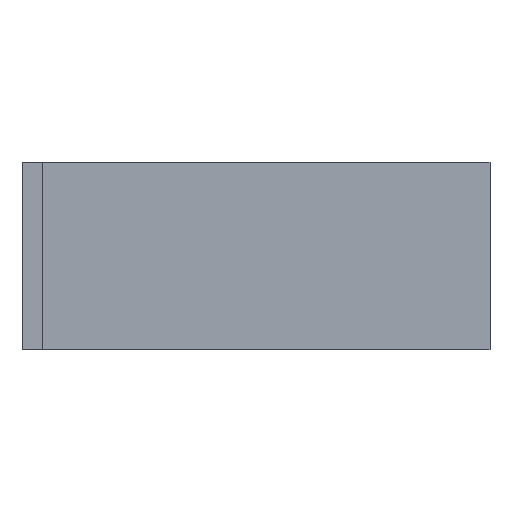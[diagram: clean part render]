
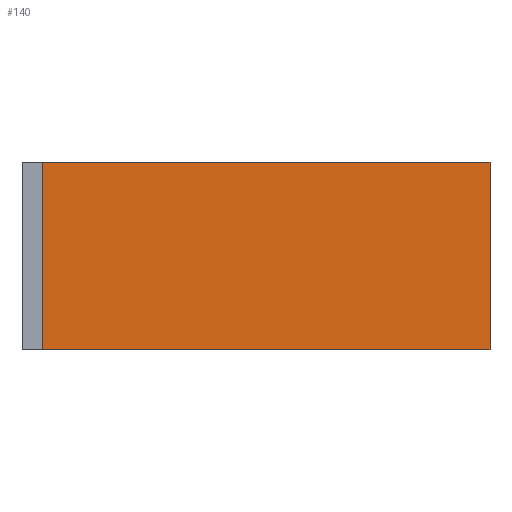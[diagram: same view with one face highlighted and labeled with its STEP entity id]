
A CAD part, front view. The second image highlights one B-rep face of the part: STEP entity #140.
In plain terms, the highlighted planar face has unit normal (0, -1, 0).
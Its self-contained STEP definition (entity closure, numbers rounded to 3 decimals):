
#13 = CARTESIAN_POINT ( 'NONE',  ( 2., 10., 18. ) ) ;
#25 = VECTOR ( 'NONE', #436, 1000. ) ;
#29 = AXIS2_PLACEMENT_3D ( 'NONE', #143, #288, #376 ) ;
#33 = ORIENTED_EDGE ( 'NONE', *, *, #535, .T. ) ;
#62 = EDGE_LOOP ( 'NONE', ( #33, #182, #169, #428 ) ) ;
#78 = EDGE_CURVE ( 'NONE', #358, #388, #402, .T. ) ;
#131 = LINE ( 'NONE', #152, #25 ) ;
#140 = ADVANCED_FACE ( 'NONE', ( #297 ), #375, .F. ) ;
#143 = CARTESIAN_POINT ( 'NONE',  ( 45., 10., 18. ) ) ;
#146 = LINE ( 'NONE', #532, #499 ) ;
#152 = CARTESIAN_POINT ( 'NONE',  ( 2., 10., 18. ) ) ;
#169 = ORIENTED_EDGE ( 'NONE', *, *, #78, .F. ) ;
#182 = ORIENTED_EDGE ( 'NONE', *, *, #195, .F. ) ;
#195 = EDGE_CURVE ( 'NONE', #388, #222, #276, .T. ) ;
#211 = DIRECTION ( 'NONE',  ( 1., 0., 0. ) ) ;
#222 = VERTEX_POINT ( 'NONE', #555 ) ;
#237 = CARTESIAN_POINT ( 'NONE',  ( 45., 10., 18. ) ) ;
#261 = VECTOR ( 'NONE', #553, 1000. ) ;
#276 = LINE ( 'NONE', #237, #261 ) ;
#288 = DIRECTION ( 'NONE',  ( 0., 1., 0. ) ) ;
#296 = EDGE_CURVE ( 'NONE', #358, #581, #131, .T. ) ;
#297 = FACE_OUTER_BOUND ( 'NONE', #62, .T. ) ;
#358 = VERTEX_POINT ( 'NONE', #13 ) ;
#361 = DIRECTION ( 'NONE',  ( 1., 0., 0. ) ) ;
#375 = PLANE ( 'NONE',  #29 ) ;
#376 = DIRECTION ( 'NONE',  ( -1., 0., 0. ) ) ;
#388 = VERTEX_POINT ( 'NONE', #473 ) ;
#402 = LINE ( 'NONE', #549, #460 ) ;
#428 = ORIENTED_EDGE ( 'NONE', *, *, #296, .T. ) ;
#436 = DIRECTION ( 'NONE',  ( 0., 0., -1. ) ) ;
#456 = CARTESIAN_POINT ( 'NONE',  ( 2., 10., 0. ) ) ;
#460 = VECTOR ( 'NONE', #361, 1000. ) ;
#473 = CARTESIAN_POINT ( 'NONE',  ( 45., 10., 18. ) ) ;
#499 = VECTOR ( 'NONE', #211, 1000. ) ;
#532 = CARTESIAN_POINT ( 'NONE',  ( 45., 10., 0. ) ) ;
#535 = EDGE_CURVE ( 'NONE', #581, #222, #146, .T. ) ;
#549 = CARTESIAN_POINT ( 'NONE',  ( 45., 10., 18. ) ) ;
#553 = DIRECTION ( 'NONE',  ( 0., 0., -1. ) ) ;
#555 = CARTESIAN_POINT ( 'NONE',  ( 45., 10., 0. ) ) ;
#581 = VERTEX_POINT ( 'NONE', #456 ) ;
